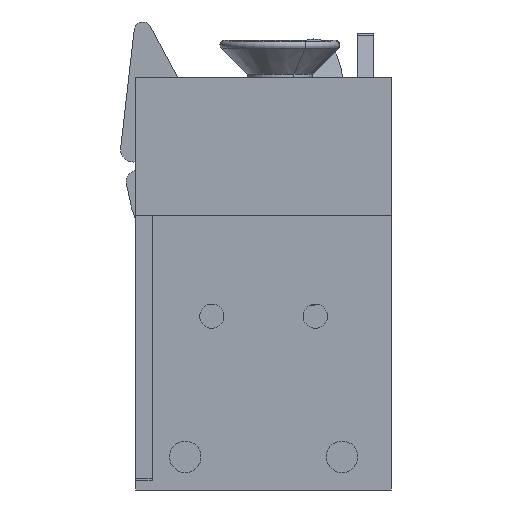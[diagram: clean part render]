
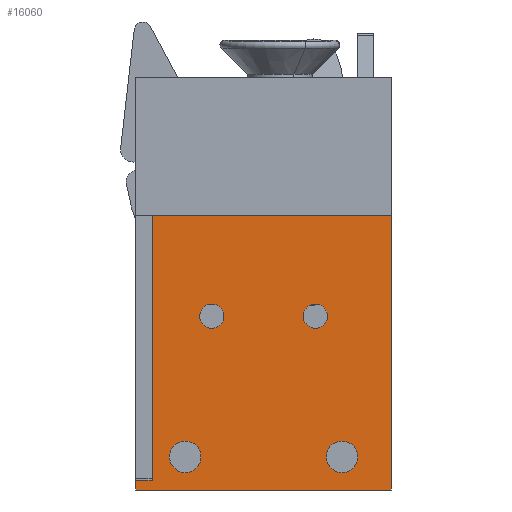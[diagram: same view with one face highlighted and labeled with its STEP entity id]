
A CAD part, front view. The second image highlights one B-rep face of the part: STEP entity #16060.
In plain terms, the highlighted face is planar.
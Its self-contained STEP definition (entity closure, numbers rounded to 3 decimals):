
#410 = LINE ( 'NONE', #34549, #23388 ) ;
#520 = ORIENTED_EDGE ( 'NONE', *, *, #39980, .T. ) ;
#569 = VECTOR ( 'NONE', #19184, 1000. ) ;
#831 = CARTESIAN_POINT ( 'NONE',  ( 6.45, 15.8, 0.6 ) ) ;
#1147 = ORIENTED_EDGE ( 'NONE', *, *, #9777, .F. ) ;
#1407 = CARTESIAN_POINT ( 'NONE',  ( 6.45, 11.1, 10.75 ) ) ;
#1582 = CARTESIAN_POINT ( 'NONE',  ( 6.45, 11.1, 10. ) ) ;
#1819 = ORIENTED_EDGE ( 'NONE', *, *, #30619, .F. ) ;
#1830 = DIRECTION ( 'NONE',  ( 0., 0., 1. ) ) ;
#1849 = AXIS2_PLACEMENT_3D ( 'NONE', #19428, #16356, #28932 ) ;
#2181 = CARTESIAN_POINT ( 'NONE',  ( 6.45, 0., 0. ) ) ;
#2250 = CARTESIAN_POINT ( 'NONE',  ( 6.45, 4.7, 10.75 ) ) ;
#2620 = EDGE_CURVE ( 'NONE', #12546, #4954, #20004, .T. ) ;
#2667 = EDGE_CURVE ( 'NONE', #25495, #4435, #13024, .T. ) ;
#2740 = CIRCLE ( 'NONE', #14545, 0.75 ) ;
#2854 = VERTEX_POINT ( 'NONE', #18766 ) ;
#2861 = CIRCLE ( 'NONE', #8110, 0.975 ) ;
#2928 = VERTEX_POINT ( 'NONE', #34617 ) ;
#3064 = CARTESIAN_POINT ( 'NONE',  ( 6.45, 14.8, 17. ) ) ;
#3138 = ORIENTED_EDGE ( 'NONE', *, *, #30997, .F. ) ;
#3539 = CARTESIAN_POINT ( 'NONE',  ( 6.45, 4.7, 11.5 ) ) ;
#4142 = VERTEX_POINT ( 'NONE', #13222 ) ;
#4435 = VERTEX_POINT ( 'NONE', #36855 ) ;
#4620 = VERTEX_POINT ( 'NONE', #14161 ) ;
#4715 = EDGE_CURVE ( 'NONE', #13823, #34115, #25042, .T. ) ;
#4954 = VERTEX_POINT ( 'NONE', #3064 ) ;
#5015 = DIRECTION ( 'NONE',  ( -1., 0., 0. ) ) ;
#5071 = DIRECTION ( 'NONE',  ( 0., 0., 1. ) ) ;
#5093 = AXIS2_PLACEMENT_3D ( 'NONE', #39607, #8342, #8550 ) ;
#5225 = VECTOR ( 'NONE', #32614, 1000. ) ;
#6197 = VECTOR ( 'NONE', #25592, 1000. ) ;
#6376 = DIRECTION ( 'NONE',  ( 0., 0., 1. ) ) ;
#7747 = FACE_BOUND ( 'NONE', #21526, .T. ) ;
#7941 = FACE_BOUND ( 'NONE', #25727, .T. ) ;
#8110 = AXIS2_PLACEMENT_3D ( 'NONE', #17855, #11501, #1830 ) ;
#8342 = DIRECTION ( 'NONE',  ( 1., 0., 0. ) ) ;
#8550 = DIRECTION ( 'NONE',  ( 0., 0., -1. ) ) ;
#8699 = ORIENTED_EDGE ( 'NONE', *, *, #31895, .F. ) ;
#9657 = ORIENTED_EDGE ( 'NONE', *, *, #2620, .F. ) ;
#9736 = ORIENTED_EDGE ( 'NONE', *, *, #28568, .T. ) ;
#9773 = CARTESIAN_POINT ( 'NONE',  ( 6.45, 15.8, 0. ) ) ;
#9777 = EDGE_CURVE ( 'NONE', #15247, #18211, #20057, .T. ) ;
#10479 = VERTEX_POINT ( 'NONE', #14162 ) ;
#10569 = ORIENTED_EDGE ( 'NONE', *, *, #25704, .T. ) ;
#10580 = ORIENTED_EDGE ( 'NONE', *, *, #4715, .F. ) ;
#10656 = EDGE_CURVE ( 'NONE', #22517, #4142, #26042, .T. ) ;
#10888 = DIRECTION ( 'NONE',  ( 0., 1., 0. ) ) ;
#11199 = DIRECTION ( 'NONE',  ( 0., 0., 1. ) ) ;
#11236 = FACE_BOUND ( 'NONE', #38604, .T. ) ;
#11326 = CARTESIAN_POINT ( 'NONE',  ( 6.45, 4.7, 10. ) ) ;
#11455 = DIRECTION ( 'NONE',  ( -1., 0., 0. ) ) ;
#11501 = DIRECTION ( 'NONE',  ( -1., 0., 0. ) ) ;
#11605 = CARTESIAN_POINT ( 'NONE',  ( 6.45, 14.8, 0. ) ) ;
#12546 = VERTEX_POINT ( 'NONE', #30962 ) ;
#13024 = CIRCLE ( 'NONE', #40637, 0.975 ) ;
#13222 = CARTESIAN_POINT ( 'NONE',  ( 6.45, 3.05, 1.075 ) ) ;
#13231 = CARTESIAN_POINT ( 'NONE',  ( 6.45, 15.8, 17. ) ) ;
#13560 = AXIS2_PLACEMENT_3D ( 'NONE', #19478, #19088, #31673 ) ;
#13647 = VERTEX_POINT ( 'NONE', #33178 ) ;
#13823 = VERTEX_POINT ( 'NONE', #3539 ) ;
#14161 = CARTESIAN_POINT ( 'NONE',  ( 6.45, 3.922, 17. ) ) ;
#14162 = CARTESIAN_POINT ( 'NONE',  ( 6.45, 15.8, 0.6 ) ) ;
#14545 = AXIS2_PLACEMENT_3D ( 'NONE', #1407, #19487, #32290 ) ;
#14651 = CARTESIAN_POINT ( 'NONE',  ( 6.45, 12.75, 2.05 ) ) ;
#14683 = FACE_BOUND ( 'NONE', #22314, .T. ) ;
#14768 = DIRECTION ( 'NONE',  ( 0., 0., 1. ) ) ;
#15056 = ORIENTED_EDGE ( 'NONE', *, *, #27579, .F. ) ;
#15247 = VERTEX_POINT ( 'NONE', #24455 ) ;
#15817 = ORIENTED_EDGE ( 'NONE', *, *, #20339, .F. ) ;
#16060 = ADVANCED_FACE ( 'NONE', ( #7941, #14683, #7747, #11236, #23949 ), #33040, .F. ) ;
#16117 = ORIENTED_EDGE ( 'NONE', *, *, #38143, .F. ) ;
#16231 = VECTOR ( 'NONE', #11199, 1000. ) ;
#16356 = DIRECTION ( 'NONE',  ( -1., 0., 0. ) ) ;
#16693 = LINE ( 'NONE', #13231, #569 ) ;
#17136 = ORIENTED_EDGE ( 'NONE', *, *, #34326, .F. ) ;
#17333 = DIRECTION ( 'NONE',  ( 0., 0., 1. ) ) ;
#17385 = LINE ( 'NONE', #2181, #38032 ) ;
#17554 = LINE ( 'NONE', #30125, #32028 ) ;
#17813 = AXIS2_PLACEMENT_3D ( 'NONE', #32745, #20353, #23851 ) ;
#17855 = CARTESIAN_POINT ( 'NONE',  ( 6.45, 12.75, 2.05 ) ) ;
#18211 = VERTEX_POINT ( 'NONE', #1582 ) ;
#18372 = CARTESIAN_POINT ( 'NONE',  ( 6.45, 0., 17. ) ) ;
#18411 = CARTESIAN_POINT ( 'NONE',  ( 6.45, 11.3, 19.011 ) ) ;
#18422 = DIRECTION ( 'NONE',  ( 0., 0., 1. ) ) ;
#18766 = CARTESIAN_POINT ( 'NONE',  ( 6.45, 0., 0. ) ) ;
#19088 = DIRECTION ( 'NONE',  ( -1., 0., 0. ) ) ;
#19184 = DIRECTION ( 'NONE',  ( 0., -1., 0. ) ) ;
#19428 = CARTESIAN_POINT ( 'NONE',  ( 6.45, 4.7, 10.75 ) ) ;
#19478 = CARTESIAN_POINT ( 'NONE',  ( 6.45, 3.05, 2.05 ) ) ;
#19487 = DIRECTION ( 'NONE',  ( -1., 0., 0. ) ) ;
#20004 = LINE ( 'NONE', #11605, #16231 ) ;
#20057 = CIRCLE ( 'NONE', #27948, 0.75 ) ;
#20109 = LINE ( 'NONE', #831, #23445 ) ;
#20339 = EDGE_CURVE ( 'NONE', #4142, #22517, #37439, .T. ) ;
#20353 = DIRECTION ( 'NONE',  ( -1., 0., 0. ) ) ;
#21526 = EDGE_LOOP ( 'NONE', ( #31443, #25739 ) ) ;
#21780 = LINE ( 'NONE', #33549, #34558 ) ;
#22314 = EDGE_LOOP ( 'NONE', ( #1147, #17136 ) ) ;
#22517 = VERTEX_POINT ( 'NONE', #36240 ) ;
#22848 = CIRCLE ( 'NONE', #1849, 0.75 ) ;
#22923 = EDGE_CURVE ( 'NONE', #4435, #25495, #2861, .T. ) ;
#23388 = VECTOR ( 'NONE', #6376, 1000. ) ;
#23445 = VECTOR ( 'NONE', #10888, 1000. ) ;
#23851 = DIRECTION ( 'NONE',  ( 0., 0., 1. ) ) ;
#23927 = DIRECTION ( 'NONE',  ( 0., -1., 0. ) ) ;
#23949 = FACE_OUTER_BOUND ( 'NONE', #29338, .T. ) ;
#24455 = CARTESIAN_POINT ( 'NONE',  ( 6.45, 11.1, 11.5 ) ) ;
#25042 = CIRCLE ( 'NONE', #36236, 0.75 ) ;
#25495 = VERTEX_POINT ( 'NONE', #29942 ) ;
#25592 = DIRECTION ( 'NONE',  ( 0., -1., 0. ) ) ;
#25704 = EDGE_CURVE ( 'NONE', #13647, #2854, #37739, .T. ) ;
#25727 = EDGE_LOOP ( 'NONE', ( #10580, #1819 ) ) ;
#25739 = ORIENTED_EDGE ( 'NONE', *, *, #22923, .F. ) ;
#26042 = CIRCLE ( 'NONE', #13560, 0.975 ) ;
#27579 = EDGE_CURVE ( 'NONE', #40109, #4620, #21780, .T. ) ;
#27743 = EDGE_CURVE ( 'NONE', #2928, #40109, #410, .T. ) ;
#27948 = AXIS2_PLACEMENT_3D ( 'NONE', #30180, #11455, #18422 ) ;
#28568 = EDGE_CURVE ( 'NONE', #12546, #10479, #20109, .T. ) ;
#28932 = DIRECTION ( 'NONE',  ( 0., 0., 1. ) ) ;
#29338 = EDGE_LOOP ( 'NONE', ( #9657, #9736, #8699, #10569, #520, #16117, #15056, #39768, #3138 ) ) ;
#29942 = CARTESIAN_POINT ( 'NONE',  ( 6.45, 12.75, 3.025 ) ) ;
#30125 = CARTESIAN_POINT ( 'NONE',  ( 6.45, 15.8, 17. ) ) ;
#30180 = CARTESIAN_POINT ( 'NONE',  ( 6.45, 11.1, 10.75 ) ) ;
#30455 = DIRECTION ( 'NONE',  ( 0., -0.965, -0.263 ) ) ;
#30619 = EDGE_CURVE ( 'NONE', #34115, #13823, #22848, .T. ) ;
#30962 = CARTESIAN_POINT ( 'NONE',  ( 6.45, 14.8, 0.6 ) ) ;
#30997 = EDGE_CURVE ( 'NONE', #4954, #2928, #16693, .T. ) ;
#31443 = ORIENTED_EDGE ( 'NONE', *, *, #2667, .F. ) ;
#31673 = DIRECTION ( 'NONE',  ( 0., 0., 1. ) ) ;
#31895 = EDGE_CURVE ( 'NONE', #13647, #10479, #32232, .T. ) ;
#32028 = VECTOR ( 'NONE', #23927, 1000. ) ;
#32232 = LINE ( 'NONE', #32420, #5225 ) ;
#32290 = DIRECTION ( 'NONE',  ( 0., 0., 1. ) ) ;
#32420 = CARTESIAN_POINT ( 'NONE',  ( 6.45, 15.8, 0. ) ) ;
#32614 = DIRECTION ( 'NONE',  ( 0., 0., 1. ) ) ;
#32745 = CARTESIAN_POINT ( 'NONE',  ( 6.45, 3.05, 2.05 ) ) ;
#33040 = PLANE ( 'NONE',  #5093 ) ;
#33178 = CARTESIAN_POINT ( 'NONE',  ( 6.45, 15.8, 0. ) ) ;
#33549 = CARTESIAN_POINT ( 'NONE',  ( 6.45, 12.359, 19.3 ) ) ;
#34115 = VERTEX_POINT ( 'NONE', #11326 ) ;
#34326 = EDGE_CURVE ( 'NONE', #18211, #15247, #2740, .T. ) ;
#34549 = CARTESIAN_POINT ( 'NONE',  ( 6.45, 11.3, 17. ) ) ;
#34558 = VECTOR ( 'NONE', #30455, 1000. ) ;
#34617 = CARTESIAN_POINT ( 'NONE',  ( 6.45, 11.3, 17. ) ) ;
#35177 = ORIENTED_EDGE ( 'NONE', *, *, #10656, .F. ) ;
#36236 = AXIS2_PLACEMENT_3D ( 'NONE', #2250, #36808, #14768 ) ;
#36240 = CARTESIAN_POINT ( 'NONE',  ( 6.45, 3.05, 3.025 ) ) ;
#36808 = DIRECTION ( 'NONE',  ( -1., 0., 0. ) ) ;
#36855 = CARTESIAN_POINT ( 'NONE',  ( 6.45, 12.75, 1.075 ) ) ;
#37439 = CIRCLE ( 'NONE', #17813, 0.975 ) ;
#37739 = LINE ( 'NONE', #9773, #6197 ) ;
#38032 = VECTOR ( 'NONE', #5071, 1000. ) ;
#38143 = EDGE_CURVE ( 'NONE', #4620, #38252, #17554, .T. ) ;
#38252 = VERTEX_POINT ( 'NONE', #18372 ) ;
#38604 = EDGE_LOOP ( 'NONE', ( #35177, #15817 ) ) ;
#39607 = CARTESIAN_POINT ( 'NONE',  ( 6.45, 15.8, 0. ) ) ;
#39768 = ORIENTED_EDGE ( 'NONE', *, *, #27743, .F. ) ;
#39980 = EDGE_CURVE ( 'NONE', #2854, #38252, #17385, .T. ) ;
#40109 = VERTEX_POINT ( 'NONE', #18411 ) ;
#40637 = AXIS2_PLACEMENT_3D ( 'NONE', #14651, #5015, #17333 ) ;
